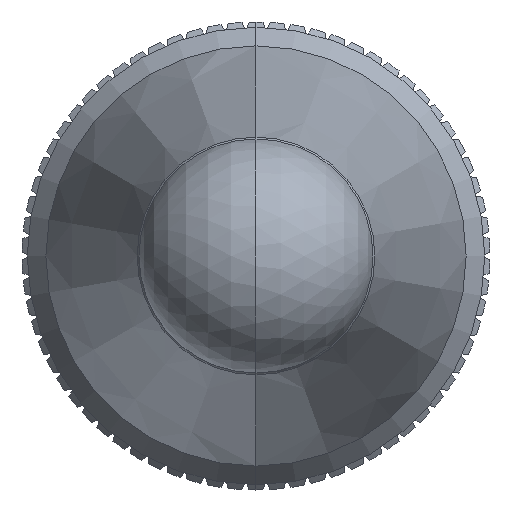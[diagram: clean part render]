
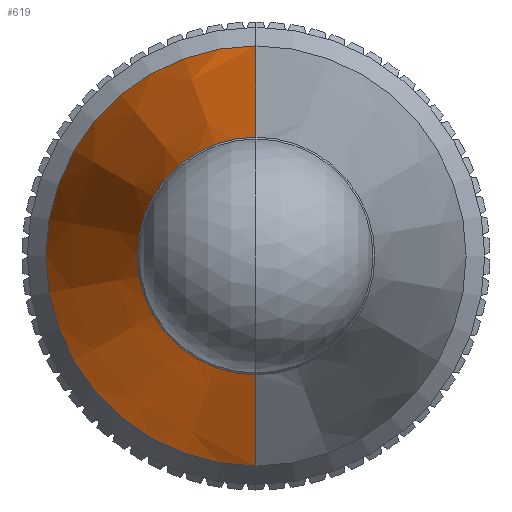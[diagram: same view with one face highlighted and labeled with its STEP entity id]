
A CAD part, left-side view. The second image highlights one B-rep face of the part: STEP entity #619.
In plain terms, the highlighted conical face has half-angle 13.867 degrees and reference radius 4.49 mm.
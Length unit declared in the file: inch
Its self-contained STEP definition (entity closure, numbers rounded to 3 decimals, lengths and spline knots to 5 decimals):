
#23 = ORIENTED_EDGE ( 'NONE', *, *, #7580, .T. ) ;
#90 = AXIS2_PLACEMENT_3D ( 'NONE', #9473, #1616, #6214 ) ;
#605 = EDGE_CURVE ( 'NONE', #10119, #4382, #7929, .T. ) ;
#619 = ADVANCED_FACE ( 'NONE', ( #1775 ), #4103, .T. ) ;
#717 = DIRECTION ( 'NONE',  ( 0.971, 0., -0.24 ) ) ;
#1616 = DIRECTION ( 'NONE',  ( 1., 0., 0. ) ) ;
#1713 = CARTESIAN_POINT ( 'NONE',  ( -0.36136, 0., 0.17676 ) ) ;
#1775 = FACE_OUTER_BOUND ( 'NONE', #6062, .T. ) ;
#2406 = CARTESIAN_POINT ( 'NONE',  ( -0.6724, 0., -0.09998 ) ) ;
#2566 = ORIENTED_EDGE ( 'NONE', *, *, #3893, .F. ) ;
#2616 = DIRECTION ( 'NONE',  ( 0., 0., 1. ) ) ;
#2665 = CARTESIAN_POINT ( 'NONE',  ( -0.6724, 0., 0. ) ) ;
#3168 = ORIENTED_EDGE ( 'NONE', *, *, #605, .T. ) ;
#3335 = LINE ( 'NONE', #7551, #8190 ) ;
#3893 = EDGE_CURVE ( 'NONE', #8161, #7023, #3335, .T. ) ;
#4092 = VECTOR ( 'NONE', #7765, 39.37008 ) ;
#4103 = CONICAL_SURFACE ( 'NONE', #90, 0.17676, 0.242 ) ;
#4110 = CARTESIAN_POINT ( 'NONE',  ( -0.36136, 0., 0.17676 ) ) ;
#4382 = VERTEX_POINT ( 'NONE', #4110 ) ;
#4527 = EDGE_CURVE ( 'NONE', #4382, #7023, #10554, .T. ) ;
#5319 = CARTESIAN_POINT ( 'NONE',  ( -0.36136, 0., 0. ) ) ;
#6062 = EDGE_LOOP ( 'NONE', ( #23, #3168, #7896, #2566 ) ) ;
#6208 = AXIS2_PLACEMENT_3D ( 'NONE', #2665, #9665, #7897 ) ;
#6214 = DIRECTION ( 'NONE',  ( 0., 0., -1. ) ) ;
#7023 = VERTEX_POINT ( 'NONE', #8173 ) ;
#7551 = CARTESIAN_POINT ( 'NONE',  ( -0.36136, 0., -0.17676 ) ) ;
#7580 = EDGE_CURVE ( 'NONE', #8161, #10119, #8561, .T. ) ;
#7751 = DIRECTION ( 'NONE',  ( -1., 0., 0. ) ) ;
#7765 = DIRECTION ( 'NONE',  ( 0.971, 0., 0.24 ) ) ;
#7896 = ORIENTED_EDGE ( 'NONE', *, *, #4527, .T. ) ;
#7897 = DIRECTION ( 'NONE',  ( 0., 0., 1. ) ) ;
#7929 = LINE ( 'NONE', #1713, #4092 ) ;
#8161 = VERTEX_POINT ( 'NONE', #2406 ) ;
#8173 = CARTESIAN_POINT ( 'NONE',  ( -0.36136, 0., -0.17676 ) ) ;
#8190 = VECTOR ( 'NONE', #717, 39.37008 ) ;
#8561 = CIRCLE ( 'NONE', #6208, 0.09998 ) ;
#9473 = CARTESIAN_POINT ( 'NONE',  ( -0.36136, 0., 0. ) ) ;
#9642 = CARTESIAN_POINT ( 'NONE',  ( -0.6724, 0., 0.09998 ) ) ;
#9665 = DIRECTION ( 'NONE',  ( 1., 0., 0. ) ) ;
#10119 = VERTEX_POINT ( 'NONE', #9642 ) ;
#10554 = CIRCLE ( 'NONE', #11275, 0.17676 ) ;
#11275 = AXIS2_PLACEMENT_3D ( 'NONE', #5319, #7751, #2616 ) ;
